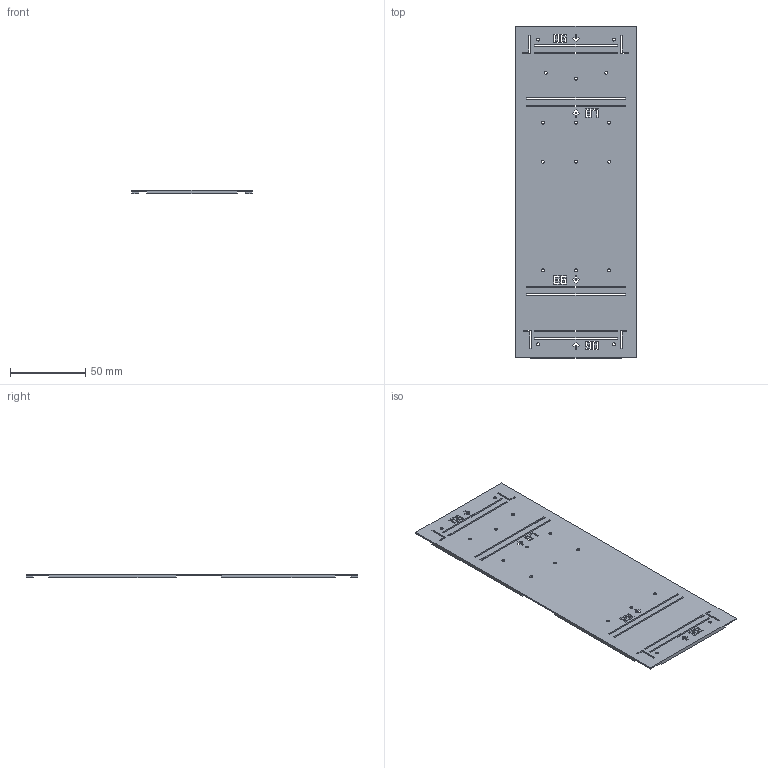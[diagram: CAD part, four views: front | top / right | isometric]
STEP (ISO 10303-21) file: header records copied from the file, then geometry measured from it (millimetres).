
FILE_DESCRIPTION(('FreeCAD Model'),'2;1');
FILE_NAME('Open CASCADE Shape Model','2024-08-16T19:17:45',(''),(''), 'Open CASCADE STEP processor 7.7','FreeCAD','Unknown');
FILE_SCHEMA(('AUTOMOTIVE_DESIGN { 1 0 10303 214 1 1 1 1 }'));
Length unit declared in the file: millimetre
Products named in the file (1): Body
Bounding box: 80 x 220 x 2.2 mm (x, y, z)
Volume: 19398 mm3; surface area: 36962.4 mm2
Topology: 1 solids, 1 shells, 261 faces, 778 edges, 518 vertices
Faces by surface type: plane 233, cylinder 28
Full cylindrical faces by diameter (mm): 2 x16
Entity records: 8814 total; most frequent: CARTESIAN_POINT 1558, ORIENTED_EDGE 1556, DIRECTION 1358, EDGE_CURVE 778, LINE 722, VECTOR 722, VERTEX_POINT 518, FACE_BOUND 340
